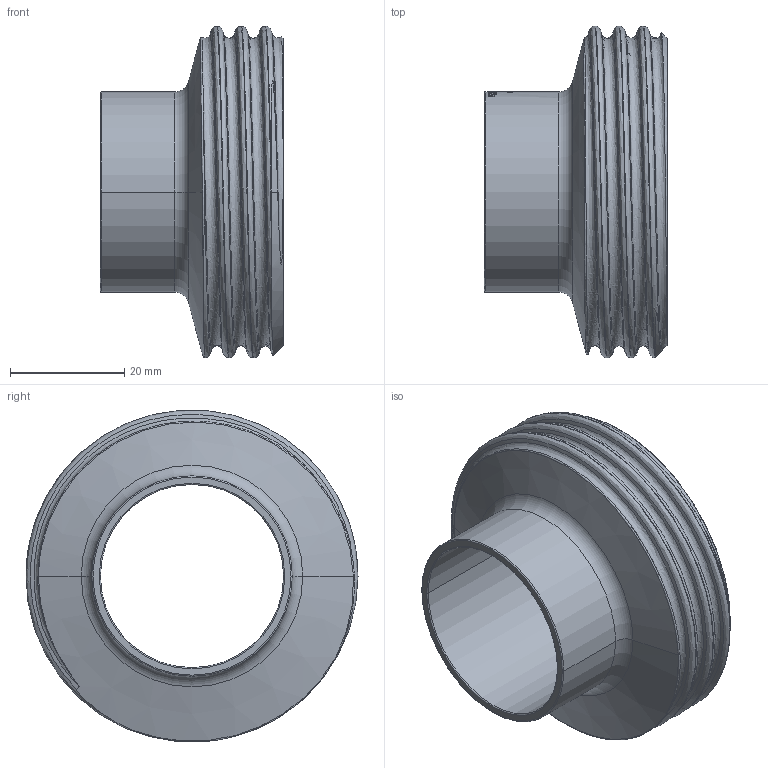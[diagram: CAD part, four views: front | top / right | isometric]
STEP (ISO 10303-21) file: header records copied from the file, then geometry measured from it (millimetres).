
FILE_DESCRIPTION (( 'STEP AP214' ), '1' );
FILE_NAME ('GL-213-032-x Gewindestutzen DIN11851 SC35 x1,5 1709.STEP', '2017-08-29T08:34:05', ( '' ), ( '' ), 'SwSTEP 2.0', 'SolidWorks 2016', '' );
FILE_SCHEMA (( 'AUTOMOTIVE_DESIGN' ));
Length unit declared in the file: millimetre
Products named in the file (1): GL-213-032-x Gewindestutzen DIN11851 SC35 x1,5 1709
Bounding box: 32 x 58 x 57.91 mm (x, y, z)
Volume: 19143.4 mm3; surface area: 12710.6 mm2
Topology: 1 solids, 1 shells, 242 faces, 635 edges, 415 vertices
Faces by surface type: bspline 116, plane 58, cylinder 38, torus 23, cone 7
Entity records: 20713 total; most frequent: CARTESIAN_POINT 13736, ORIENTED_EDGE 1270, EDGE_CURVE 635, DIRECTION 620, VERTEX_POINT 415, B_SPLINE_CURVE_WITH_KNOTS 385, EDGE_LOOP 264, AXIS2_PLACEMENT_3D 259
